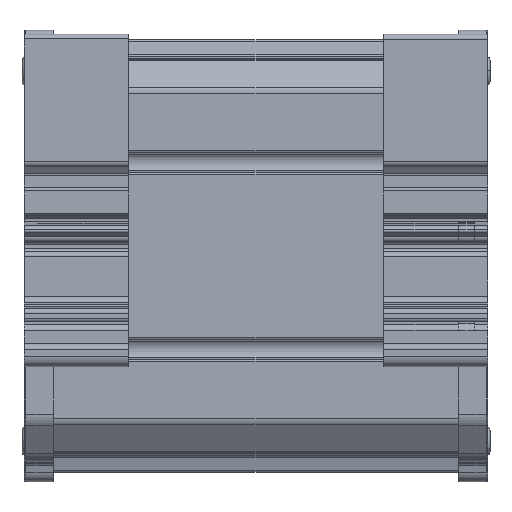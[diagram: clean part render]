
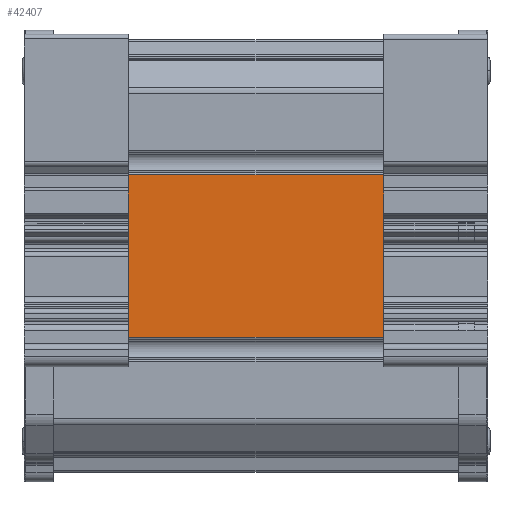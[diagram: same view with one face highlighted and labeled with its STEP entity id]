
A CAD part, front view. The second image highlights one B-rep face of the part: STEP entity #42407.
In plain terms, the highlighted planar face has unit normal (0, -1, 0).
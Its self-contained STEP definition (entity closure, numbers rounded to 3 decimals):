
#445 = AXIS2_PLACEMENT_3D ( 'NONE', #35071, #94757, #43742 ) ;
#1154 = CARTESIAN_POINT ( 'NONE',  ( 1.79, -11.429, -51.618 ) ) ;
#4092 = EDGE_CURVE ( 'NONE', #77092, #101343, #83291, .T. ) ;
#6086 = LINE ( 'NONE', #58952, #94152 ) ;
#7188 = LINE ( 'NONE', #85937, #49977 ) ;
#9105 = LINE ( 'NONE', #1154, #97167 ) ;
#14977 = EDGE_LOOP ( 'NONE', ( #95465, #81089, #62721, #53018 ) ) ;
#17928 = VECTOR ( 'NONE', #52801, 1000. ) ;
#18885 = VERTEX_POINT ( 'NONE', #38421 ) ;
#24190 = CARTESIAN_POINT ( 'NONE',  ( 1.79, -11.429, -20.34 ) ) ;
#24845 = DIRECTION ( 'NONE',  ( 0., 0., -1. ) ) ;
#32913 = CARTESIAN_POINT ( 'NONE',  ( 1.79, -11.429, -51.618 ) ) ;
#35071 = CARTESIAN_POINT ( 'NONE',  ( 1.79, -11.429, -20.34 ) ) ;
#38421 = CARTESIAN_POINT ( 'NONE',  ( 85.79, -11.429, -51.618 ) ) ;
#42407 = ADVANCED_FACE ( 'NONE', ( #85315 ), #43370, .T. ) ;
#42426 = EDGE_CURVE ( 'NONE', #60733, #18885, #9105, .T. ) ;
#43370 = PLANE ( 'NONE',  #445 ) ;
#43426 = DIRECTION ( 'NONE',  ( 0., 0., -1. ) ) ;
#43742 = DIRECTION ( 'NONE',  ( 0., 0., -1. ) ) ;
#44679 = CARTESIAN_POINT ( 'NONE',  ( 1.79, -11.429, -20.34 ) ) ;
#45428 = CARTESIAN_POINT ( 'NONE',  ( 85.79, -11.429, -20.34 ) ) ;
#49977 = VECTOR ( 'NONE', #43426, 1000. ) ;
#52801 = DIRECTION ( 'NONE',  ( 1., 0., 0. ) ) ;
#53018 = ORIENTED_EDGE ( 'NONE', *, *, #42426, .T. ) ;
#58952 = CARTESIAN_POINT ( 'NONE',  ( 1.79, -11.429, -20.34 ) ) ;
#60733 = VERTEX_POINT ( 'NONE', #32913 ) ;
#62721 = ORIENTED_EDGE ( 'NONE', *, *, #107629, .T. ) ;
#77092 = VERTEX_POINT ( 'NONE', #24190 ) ;
#78106 = DIRECTION ( 'NONE',  ( 1., 0., 0. ) ) ;
#81089 = ORIENTED_EDGE ( 'NONE', *, *, #4092, .F. ) ;
#83291 = LINE ( 'NONE', #44679, #17928 ) ;
#85315 = FACE_OUTER_BOUND ( 'NONE', #14977, .T. ) ;
#85937 = CARTESIAN_POINT ( 'NONE',  ( 85.79, -11.429, -20.34 ) ) ;
#94152 = VECTOR ( 'NONE', #24845, 1000. ) ;
#94757 = DIRECTION ( 'NONE',  ( 0., -1., 0. ) ) ;
#95465 = ORIENTED_EDGE ( 'NONE', *, *, #110598, .F. ) ;
#97167 = VECTOR ( 'NONE', #78106, 1000. ) ;
#101343 = VERTEX_POINT ( 'NONE', #45428 ) ;
#107629 = EDGE_CURVE ( 'NONE', #77092, #60733, #6086, .T. ) ;
#110598 = EDGE_CURVE ( 'NONE', #101343, #18885, #7188, .T. ) ;
